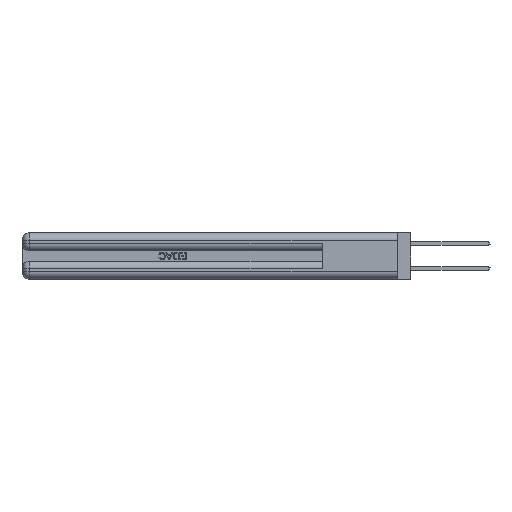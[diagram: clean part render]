
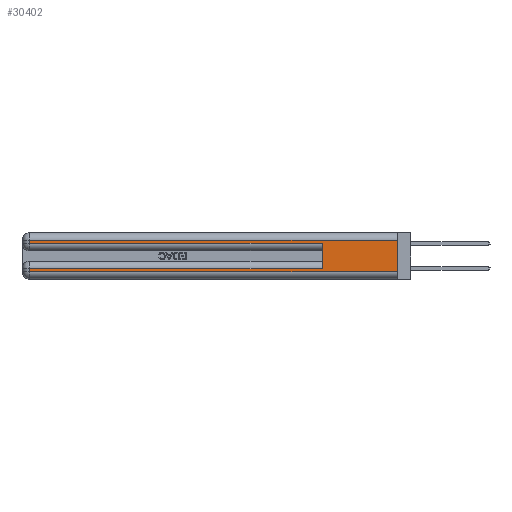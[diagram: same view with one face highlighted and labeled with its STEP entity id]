
A CAD part, left-side view. The second image highlights one B-rep face of the part: STEP entity #30402.
In plain terms, the highlighted planar face has unit normal (-1, 0, 0).
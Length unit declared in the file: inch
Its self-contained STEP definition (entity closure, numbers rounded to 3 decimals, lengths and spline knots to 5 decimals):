
#73 = ORIENTED_EDGE ( 'NONE', *, *, #7810, .F. ) ;
#1631 = DIRECTION ( 'NONE',  ( 0., 1., 0. ) ) ;
#2225 = CARTESIAN_POINT ( 'NONE',  ( 0., 0.6, 0.145 ) ) ;
#2964 = LINE ( 'NONE', #4166, #21848 ) ;
#3651 = ORIENTED_EDGE ( 'NONE', *, *, #32421, .T. ) ;
#4166 = CARTESIAN_POINT ( 'NONE',  ( 0., 0., 0.285 ) ) ;
#4313 = DIRECTION ( 'NONE',  ( 0., 0., -1. ) ) ;
#4350 = DIRECTION ( 'NONE',  ( 0., 0., -1. ) ) ;
#4417 = LINE ( 'NONE', #27463, #12116 ) ;
#4684 = EDGE_LOOP ( 'NONE', ( #45657, #6838, #11896, #22533, #73, #18998, #47756, #3651 ) ) ;
#5011 = CARTESIAN_POINT ( 'NONE',  ( 0., 0., 0.06 ) ) ;
#6536 = VECTOR ( 'NONE', #28624, 39.37008 ) ;
#6838 = ORIENTED_EDGE ( 'NONE', *, *, #45123, .T. ) ;
#7164 = VECTOR ( 'NONE', #32036, 39.37008 ) ;
#7351 = CARTESIAN_POINT ( 'NONE',  ( 0., 2.94, 0.37 ) ) ;
#7810 = EDGE_CURVE ( 'NONE', #23512, #17295, #35392, .T. ) ;
#8154 = CARTESIAN_POINT ( 'NONE',  ( 0., 2.94, 0.37 ) ) ;
#8847 = DIRECTION ( 'NONE',  ( 0., -1., 0. ) ) ;
#9253 = CARTESIAN_POINT ( 'NONE',  ( 0., 0., 0.085 ) ) ;
#11896 = ORIENTED_EDGE ( 'NONE', *, *, #34819, .T. ) ;
#12116 = VECTOR ( 'NONE', #38765, 39.37008 ) ;
#12978 = CARTESIAN_POINT ( 'NONE',  ( 0., 2.94, 0.085 ) ) ;
#13120 = AXIS2_PLACEMENT_3D ( 'NONE', #15558, #26951, #4313 ) ;
#15558 = CARTESIAN_POINT ( 'NONE',  ( 0., 0., 0.37 ) ) ;
#17295 = VERTEX_POINT ( 'NONE', #25450 ) ;
#17850 = CARTESIAN_POINT ( 'NONE',  ( 0., 2.94, 0.285 ) ) ;
#18182 = VECTOR ( 'NONE', #1631, 39.37008 ) ;
#18998 = ORIENTED_EDGE ( 'NONE', *, *, #41531, .T. ) ;
#19721 = LINE ( 'NONE', #7351, #29744 ) ;
#20412 = CARTESIAN_POINT ( 'NONE',  ( 0., 2.94, 0.31 ) ) ;
#21848 = VECTOR ( 'NONE', #34323, 39.37008 ) ;
#22211 = CARTESIAN_POINT ( 'NONE',  ( 0., 0., 0.06 ) ) ;
#22362 = EDGE_CURVE ( 'NONE', #22784, #17295, #2964, .T. ) ;
#22533 = ORIENTED_EDGE ( 'NONE', *, *, #22362, .T. ) ;
#22784 = VERTEX_POINT ( 'NONE', #17850 ) ;
#23512 = VERTEX_POINT ( 'NONE', #36879 ) ;
#24658 = CARTESIAN_POINT ( 'NONE',  ( 0., 0., 0.31 ) ) ;
#25450 = CARTESIAN_POINT ( 'NONE',  ( 0., 0.6, 0.285 ) ) ;
#25502 = VERTEX_POINT ( 'NONE', #12978 ) ;
#26092 = EDGE_CURVE ( 'NONE', #35132, #47416, #4417, .T. ) ;
#26203 = DIRECTION ( 'NONE',  ( 0., 0., -1. ) ) ;
#26951 = DIRECTION ( 'NONE',  ( 1., 0., 0. ) ) ;
#27463 = CARTESIAN_POINT ( 'NONE',  ( 0., 0., 0.37 ) ) ;
#28624 = DIRECTION ( 'NONE',  ( 0., 0., 1. ) ) ;
#29744 = VECTOR ( 'NONE', #26203, 39.37008 ) ;
#29868 = PLANE ( 'NONE',  #13120 ) ;
#30402 = ADVANCED_FACE ( 'NONE', ( #33930 ), #29868, .F. ) ;
#32036 = DIRECTION ( 'NONE',  ( 0., 1., 0. ) ) ;
#32421 = EDGE_CURVE ( 'NONE', #39122, #47416, #37362, .T. ) ;
#32511 = CARTESIAN_POINT ( 'NONE',  ( 0., 0., 0.31 ) ) ;
#33930 = FACE_OUTER_BOUND ( 'NONE', #4684, .T. ) ;
#34323 = DIRECTION ( 'NONE',  ( 0., -1., 0. ) ) ;
#34819 = EDGE_CURVE ( 'NONE', #40178, #22784, #46249, .T. ) ;
#35132 = VERTEX_POINT ( 'NONE', #32511 ) ;
#35392 = LINE ( 'NONE', #2225, #6536 ) ;
#36160 = VECTOR ( 'NONE', #8847, 39.37008 ) ;
#36330 = VECTOR ( 'NONE', #4350, 39.37008 ) ;
#36879 = CARTESIAN_POINT ( 'NONE',  ( 0., 0.6, 0.085 ) ) ;
#37362 = LINE ( 'NONE', #5011, #36160 ) ;
#37641 = CARTESIAN_POINT ( 'NONE',  ( 0., 2.94, 0.06 ) ) ;
#38765 = DIRECTION ( 'NONE',  ( 0., 0., -1. ) ) ;
#39122 = VERTEX_POINT ( 'NONE', #37641 ) ;
#39370 = LINE ( 'NONE', #9253, #18182 ) ;
#40178 = VERTEX_POINT ( 'NONE', #20412 ) ;
#41531 = EDGE_CURVE ( 'NONE', #23512, #25502, #39370, .T. ) ;
#45123 = EDGE_CURVE ( 'NONE', #35132, #40178, #47142, .T. ) ;
#45657 = ORIENTED_EDGE ( 'NONE', *, *, #26092, .F. ) ;
#46249 = LINE ( 'NONE', #8154, #36330 ) ;
#47142 = LINE ( 'NONE', #24658, #7164 ) ;
#47416 = VERTEX_POINT ( 'NONE', #22211 ) ;
#47469 = EDGE_CURVE ( 'NONE', #25502, #39122, #19721, .T. ) ;
#47756 = ORIENTED_EDGE ( 'NONE', *, *, #47469, .T. ) ;
